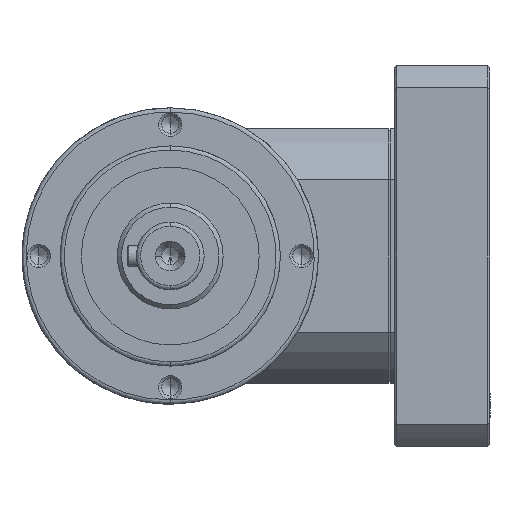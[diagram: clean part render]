
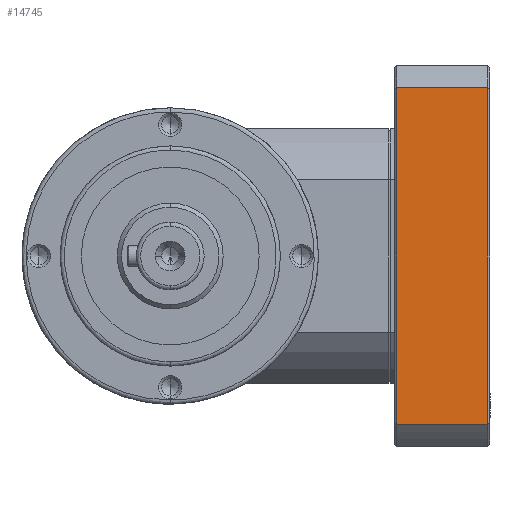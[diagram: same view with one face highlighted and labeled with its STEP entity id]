
A CAD part, left-side view. The second image highlights one B-rep face of the part: STEP entity #14745.
In plain terms, the highlighted face is planar.
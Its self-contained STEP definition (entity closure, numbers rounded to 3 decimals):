
#1342 = EDGE_CURVE ( 'NONE', #9563, #2298, #16384, .T. ) ;
#1382 = AXIS2_PLACEMENT_3D ( 'NONE', #19950, #8612, #21898 ) ;
#1720 = LINE ( 'NONE', #8199, #16492 ) ;
#1972 = ORIENTED_EDGE ( 'NONE', *, *, #10130, .F. ) ;
#2298 = VERTEX_POINT ( 'NONE', #7672 ) ;
#3546 = DIRECTION ( 'NONE',  ( 1., 0., 0. ) ) ;
#3867 = LINE ( 'NONE', #13207, #9299 ) ;
#4644 = CARTESIAN_POINT ( 'NONE',  ( 39.686, 45., 25. ) ) ;
#5116 = ORIENTED_EDGE ( 'NONE', *, *, #1342, .F. ) ;
#6644 = ORIENTED_EDGE ( 'NONE', *, *, #23366, .F. ) ;
#7479 = ORIENTED_EDGE ( 'NONE', *, *, #21683, .F. ) ;
#7672 = CARTESIAN_POINT ( 'NONE',  ( -39.686, 45., 25. ) ) ;
#8199 = CARTESIAN_POINT ( 'NONE',  ( -39.686, 45., 3. ) ) ;
#8612 = DIRECTION ( 'NONE',  ( 0., -1., 0. ) ) ;
#9224 = CARTESIAN_POINT ( 'NONE',  ( 39.686, 45., 3. ) ) ;
#9299 = VECTOR ( 'NONE', #3546, 1000. ) ;
#9563 = VERTEX_POINT ( 'NONE', #4644 ) ;
#10130 = EDGE_CURVE ( 'NONE', #18681, #15160, #3867, .T. ) ;
#10242 = DIRECTION ( 'NONE',  ( 0., 0., -1. ) ) ;
#10818 = CARTESIAN_POINT ( 'NONE',  ( -39.686, 45., 3.5 ) ) ;
#11233 = VECTOR ( 'NONE', #21282, 1000. ) ;
#13207 = CARTESIAN_POINT ( 'NONE',  ( -6.972, 45., 3.5 ) ) ;
#13752 = VECTOR ( 'NONE', #22467, 1000. ) ;
#14745 = ADVANCED_FACE ( 'NONE', ( #18332 ), #19876, .F. ) ;
#15160 = VERTEX_POINT ( 'NONE', #17199 ) ;
#16384 = LINE ( 'NONE', #21693, #11233 ) ;
#16492 = VECTOR ( 'NONE', #10242, 1000. ) ;
#17199 = CARTESIAN_POINT ( 'NONE',  ( 39.686, 45., 3.5 ) ) ;
#18332 = FACE_OUTER_BOUND ( 'NONE', #18876, .T. ) ;
#18681 = VERTEX_POINT ( 'NONE', #10818 ) ;
#18876 = EDGE_LOOP ( 'NONE', ( #7479, #5116, #6644, #1972 ) ) ;
#19876 = PLANE ( 'NONE',  #1382 ) ;
#19950 = CARTESIAN_POINT ( 'NONE',  ( -39.686, 45., 3. ) ) ;
#21282 = DIRECTION ( 'NONE',  ( -1., 0., 0. ) ) ;
#21441 = LINE ( 'NONE', #9224, #13752 ) ;
#21683 = EDGE_CURVE ( 'NONE', #2298, #18681, #1720, .T. ) ;
#21693 = CARTESIAN_POINT ( 'NONE',  ( -39.686, 45., 25. ) ) ;
#21898 = DIRECTION ( 'NONE',  ( 1., 0., 0. ) ) ;
#22467 = DIRECTION ( 'NONE',  ( 0., 0., 1. ) ) ;
#23366 = EDGE_CURVE ( 'NONE', #15160, #9563, #21441, .T. ) ;
